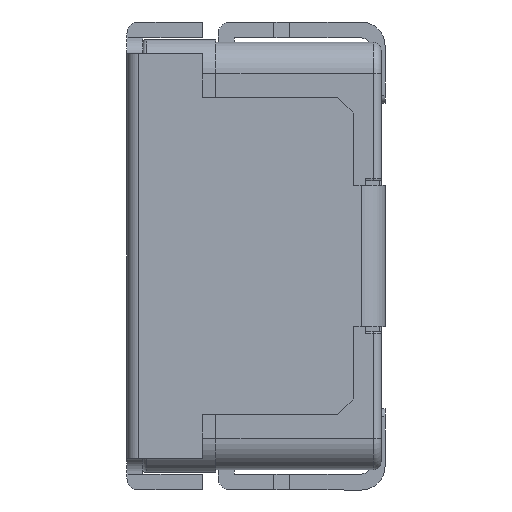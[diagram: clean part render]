
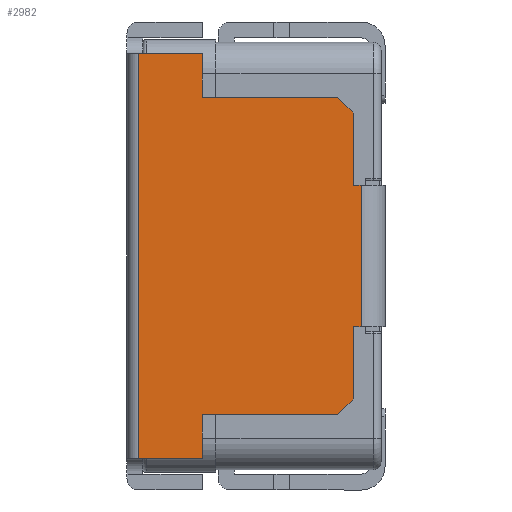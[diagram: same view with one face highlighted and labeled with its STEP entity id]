
A CAD part, left-side view. The second image highlights one B-rep face of the part: STEP entity #2982.
In plain terms, the highlighted planar face has unit normal (-1, 0, 0).
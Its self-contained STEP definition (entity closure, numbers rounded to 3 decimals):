
#47 = EDGE_CURVE ( 'NONE', #5792, #3804, #6789, .T. ) ;
#249 = LINE ( 'NONE', #536, #6407 ) ;
#316 = ORIENTED_EDGE ( 'NONE', *, *, #4574, .F. ) ;
#418 = ORIENTED_EDGE ( 'NONE', *, *, #1853, .T. ) ;
#425 = CARTESIAN_POINT ( 'NONE',  ( -2.745, 0.675, 2.546 ) ) ;
#436 = EDGE_CURVE ( 'NONE', #1342, #1492, #5673, .T. ) ;
#448 = CARTESIAN_POINT ( 'NONE',  ( -2.745, 1.475, -2.546 ) ) ;
#480 = VECTOR ( 'NONE', #5083, 1000. ) ;
#481 = CARTESIAN_POINT ( 'NONE',  ( -2.745, 0.675, -2.546 ) ) ;
#493 = CARTESIAN_POINT ( 'NONE',  ( -2.745, -1.225, 2. ) ) ;
#536 = CARTESIAN_POINT ( 'NONE',  ( -2.745, 0., 0.889 ) ) ;
#575 = EDGE_CURVE ( 'NONE', #5413, #2362, #2933, .T. ) ;
#627 = CARTESIAN_POINT ( 'NONE',  ( -2.745, 1.475, -2.546 ) ) ;
#640 = VECTOR ( 'NONE', #5137, 1000. ) ;
#678 = ORIENTED_EDGE ( 'NONE', *, *, #4979, .F. ) ;
#705 = EDGE_CURVE ( 'NONE', #3791, #4909, #2439, .T. ) ;
#732 = VERTEX_POINT ( 'NONE', #3690 ) ;
#777 = LINE ( 'NONE', #3821, #5189 ) ;
#783 = EDGE_CURVE ( 'NONE', #2471, #4909, #4094, .T. ) ;
#827 = VECTOR ( 'NONE', #1192, 1000. ) ;
#929 = ORIENTED_EDGE ( 'NONE', *, *, #1085, .T. ) ;
#943 = VECTOR ( 'NONE', #6436, 1000. ) ;
#1022 = EDGE_CURVE ( 'NONE', #4565, #732, #5928, .T. ) ;
#1085 = EDGE_CURVE ( 'NONE', #1342, #732, #5500, .T. ) ;
#1103 = AXIS2_PLACEMENT_3D ( 'NONE', #2729, #5492, #6041 ) ;
#1192 = DIRECTION ( 'NONE',  ( 0., 1., 0. ) ) ;
#1276 = CARTESIAN_POINT ( 'NONE',  ( -2.745, 1.475, 2.546 ) ) ;
#1314 = ORIENTED_EDGE ( 'NONE', *, *, #1022, .F. ) ;
#1342 = VERTEX_POINT ( 'NONE', #6170 ) ;
#1356 = DIRECTION ( 'NONE',  ( 0., -0.707, 0.707 ) ) ;
#1492 = VERTEX_POINT ( 'NONE', #7025 ) ;
#1644 = CARTESIAN_POINT ( 'NONE',  ( -2.745, 0.675, 2. ) ) ;
#1657 = LINE ( 'NONE', #5013, #2452 ) ;
#1808 = VECTOR ( 'NONE', #4437, 1000. ) ;
#1853 = EDGE_CURVE ( 'NONE', #6047, #5410, #1992, .T. ) ;
#1896 = CARTESIAN_POINT ( 'NONE',  ( -2.745, 0., -0.889 ) ) ;
#1992 = LINE ( 'NONE', #481, #480 ) ;
#2109 = ORIENTED_EDGE ( 'NONE', *, *, #3655, .T. ) ;
#2151 = VECTOR ( 'NONE', #1356, 1000. ) ;
#2233 = CARTESIAN_POINT ( 'NONE',  ( -2.745, -1.325, 0.889 ) ) ;
#2362 = VERTEX_POINT ( 'NONE', #448 ) ;
#2364 = DIRECTION ( 'NONE',  ( 0., -1., 0. ) ) ;
#2439 = LINE ( 'NONE', #1896, #943 ) ;
#2452 = VECTOR ( 'NONE', #7249, 1000. ) ;
#2471 = VERTEX_POINT ( 'NONE', #2233 ) ;
#2507 = VECTOR ( 'NONE', #5933, 1000. ) ;
#2510 = DIRECTION ( 'NONE',  ( 0., 1., 0. ) ) ;
#2598 = VECTOR ( 'NONE', #4228, 1000. ) ;
#2613 = ORIENTED_EDGE ( 'NONE', *, *, #3748, .T. ) ;
#2729 = CARTESIAN_POINT ( 'NONE',  ( -2.745, 1.425, -2.546 ) ) ;
#2779 = CARTESIAN_POINT ( 'NONE',  ( -2.745, 0.675, -2.546 ) ) ;
#2798 = DIRECTION ( 'NONE',  ( 0., -1., 0. ) ) ;
#2864 = VECTOR ( 'NONE', #2364, 1000. ) ;
#2933 = LINE ( 'NONE', #627, #640 ) ;
#2982 = ADVANCED_FACE ( 'NONE', ( #7252 ), #4378, .T. ) ;
#3655 = EDGE_CURVE ( 'NONE', #4565, #5621, #6389, .T. ) ;
#3690 = CARTESIAN_POINT ( 'NONE',  ( -2.745, -1.025, 2. ) ) ;
#3736 = CARTESIAN_POINT ( 'NONE',  ( -2.745, 0.675, -2.546 ) ) ;
#3748 = EDGE_CURVE ( 'NONE', #5410, #5792, #777, .T. ) ;
#3791 = VERTEX_POINT ( 'NONE', #3965 ) ;
#3804 = VERTEX_POINT ( 'NONE', #6822 ) ;
#3821 = CARTESIAN_POINT ( 'NONE',  ( -2.745, 0., -2. ) ) ;
#3890 = ORIENTED_EDGE ( 'NONE', *, *, #47, .T. ) ;
#3965 = CARTESIAN_POINT ( 'NONE',  ( -2.745, -1.225, -0.889 ) ) ;
#3987 = LINE ( 'NONE', #5047, #827 ) ;
#4063 = ORIENTED_EDGE ( 'NONE', *, *, #575, .T. ) ;
#4094 = LINE ( 'NONE', #6546, #2598 ) ;
#4228 = DIRECTION ( 'NONE',  ( 0., 0., -1. ) ) ;
#4315 = CARTESIAN_POINT ( 'NONE',  ( -2.745, -1.325, -0.889 ) ) ;
#4378 = PLANE ( 'NONE',  #1103 ) ;
#4437 = DIRECTION ( 'NONE',  ( 0., 0., -1. ) ) ;
#4477 = CARTESIAN_POINT ( 'NONE',  ( -2.745, 0., 2. ) ) ;
#4565 = VERTEX_POINT ( 'NONE', #1644 ) ;
#4574 = EDGE_CURVE ( 'NONE', #1492, #2471, #249, .T. ) ;
#4708 = CARTESIAN_POINT ( 'NONE',  ( -2.745, 0.473, -3.498 ) ) ;
#4741 = EDGE_CURVE ( 'NONE', #6047, #2362, #6838, .T. ) ;
#4909 = VERTEX_POINT ( 'NONE', #4315 ) ;
#4949 = DIRECTION ( 'NONE',  ( 0., -1., 0. ) ) ;
#4979 = EDGE_CURVE ( 'NONE', #3791, #3804, #1657, .T. ) ;
#5000 = ORIENTED_EDGE ( 'NONE', *, *, #705, .T. ) ;
#5013 = CARTESIAN_POINT ( 'NONE',  ( -2.745, -1.225, 2. ) ) ;
#5047 = CARTESIAN_POINT ( 'NONE',  ( -2.745, 1.425, 2.546 ) ) ;
#5083 = DIRECTION ( 'NONE',  ( 0., 0., 1. ) ) ;
#5137 = DIRECTION ( 'NONE',  ( 0., 0., -1. ) ) ;
#5189 = VECTOR ( 'NONE', #4949, 1000. ) ;
#5353 = VECTOR ( 'NONE', #2510, 1000. ) ;
#5402 = CARTESIAN_POINT ( 'NONE',  ( -2.745, -2.073, 0.952 ) ) ;
#5410 = VERTEX_POINT ( 'NONE', #5786 ) ;
#5413 = VERTEX_POINT ( 'NONE', #1276 ) ;
#5491 = ORIENTED_EDGE ( 'NONE', *, *, #783, .F. ) ;
#5492 = DIRECTION ( 'NONE',  ( -1., 0., 0. ) ) ;
#5500 = LINE ( 'NONE', #5402, #2507 ) ;
#5542 = DIRECTION ( 'NONE',  ( 0., 0., 1. ) ) ;
#5617 = CARTESIAN_POINT ( 'NONE',  ( -2.745, -1.025, -2. ) ) ;
#5621 = VERTEX_POINT ( 'NONE', #425 ) ;
#5673 = LINE ( 'NONE', #493, #1808 ) ;
#5786 = CARTESIAN_POINT ( 'NONE',  ( -2.745, 0.675, -2. ) ) ;
#5792 = VERTEX_POINT ( 'NONE', #5617 ) ;
#5823 = ORIENTED_EDGE ( 'NONE', *, *, #4741, .F. ) ;
#5928 = LINE ( 'NONE', #4477, #2864 ) ;
#5931 = EDGE_LOOP ( 'NONE', ( #7247, #929, #1314, #2109, #6426, #4063, #5823, #418, #2613, #3890, #678, #5000, #5491, #316 ) ) ;
#5933 = DIRECTION ( 'NONE',  ( 0., 0.707, 0.707 ) ) ;
#6041 = DIRECTION ( 'NONE',  ( 0., 0., 1. ) ) ;
#6047 = VERTEX_POINT ( 'NONE', #3736 ) ;
#6170 = CARTESIAN_POINT ( 'NONE',  ( -2.745, -1.225, 1.8 ) ) ;
#6212 = VECTOR ( 'NONE', #5542, 1000. ) ;
#6389 = LINE ( 'NONE', #2779, #6212 ) ;
#6407 = VECTOR ( 'NONE', #2798, 1000. ) ;
#6426 = ORIENTED_EDGE ( 'NONE', *, *, #7286, .T. ) ;
#6436 = DIRECTION ( 'NONE',  ( 0., -1., 0. ) ) ;
#6546 = CARTESIAN_POINT ( 'NONE',  ( -2.745, -1.325, 0.889 ) ) ;
#6789 = LINE ( 'NONE', #4708, #2151 ) ;
#6822 = CARTESIAN_POINT ( 'NONE',  ( -2.745, -1.225, -1.8 ) ) ;
#6838 = LINE ( 'NONE', #6992, #5353 ) ;
#6992 = CARTESIAN_POINT ( 'NONE',  ( -2.745, 1.425, -2.546 ) ) ;
#7025 = CARTESIAN_POINT ( 'NONE',  ( -2.745, -1.225, 0.889 ) ) ;
#7247 = ORIENTED_EDGE ( 'NONE', *, *, #436, .F. ) ;
#7249 = DIRECTION ( 'NONE',  ( 0., 0., -1. ) ) ;
#7252 = FACE_OUTER_BOUND ( 'NONE', #5931, .T. ) ;
#7286 = EDGE_CURVE ( 'NONE', #5621, #5413, #3987, .T. ) ;
